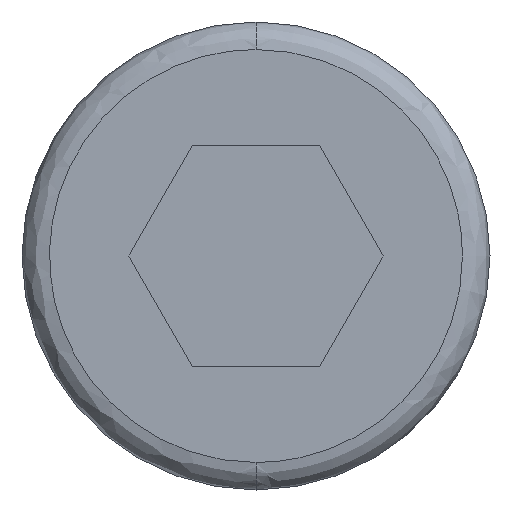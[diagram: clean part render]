
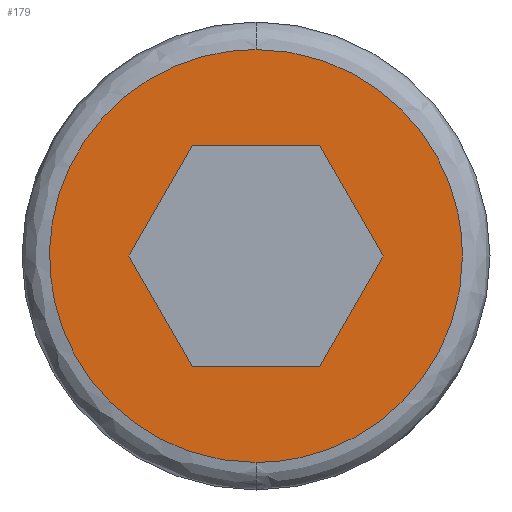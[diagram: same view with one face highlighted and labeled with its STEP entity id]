
A CAD part, front view. The second image highlights one B-rep face of the part: STEP entity #179.
In plain terms, the highlighted planar face has unit normal (0, -1, 0).
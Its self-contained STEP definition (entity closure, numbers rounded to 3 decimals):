
#2 = EDGE_LOOP ( 'NONE', ( #436, #342, #489, #109, #516, #490 ) ) ;
#10 = FACE_OUTER_BOUND ( 'NONE', #187, .T. ) ;
#17 = EDGE_CURVE ( 'NONE', #651, #586, #773, .T. ) ;
#25 = CARTESIAN_POINT ( 'NONE',  ( 0., -5., 3.75 ) ) ;
#26 =( BOUNDED_CURVE ( )  B_SPLINE_CURVE ( 3, ( #742, #561, #492, #683 ),
 .UNSPECIFIED., .F., .F. ) 
 B_SPLINE_CURVE_WITH_KNOTS ( ( 4, 4 ),
 ( 0., 0.333 ),
 .UNSPECIFIED. ) 
 CURVE ( )  GEOMETRIC_REPRESENTATION_ITEM ( )  RATIONAL_B_SPLINE_CURVE ( ( 1., 0.805, 0.805, 1. ) ) 
 REPRESENTATION_ITEM ( '' )  );
#31 = CARTESIAN_POINT ( 'NONE',  ( 0., -5., 2. ) ) ;
#32 = CARTESIAN_POINT ( 'NONE',  ( -1.155, -5., -2. ) ) ;
#39 = DIRECTION ( 'NONE',  ( -0.5, 0., -0.866 ) ) ;
#53 = CARTESIAN_POINT ( 'NONE',  ( -3.75, -5., 0. ) ) ;
#57 = ORIENTED_EDGE ( 'NONE', *, *, #630, .F. ) ;
#81 = CARTESIAN_POINT ( 'NONE',  ( -2.309, -5., 0. ) ) ;
#92 = DIRECTION ( 'NONE',  ( 0.5, 0., -0.866 ) ) ;
#105 = CARTESIAN_POINT ( 'NONE',  ( 1.155, -5., 2. ) ) ;
#109 = ORIENTED_EDGE ( 'NONE', *, *, #396, .T. ) ;
#133 = VERTEX_POINT ( 'NONE', #32 ) ;
#136 = CARTESIAN_POINT ( 'NONE',  ( 3.75, -5., 0. ) ) ;
#137 = CARTESIAN_POINT ( 'NONE',  ( 3.75, -5., 0. ) ) ;
#144 = DIRECTION ( 'NONE',  ( -1., 0., 0. ) ) ;
#150 = VECTOR ( 'NONE', #357, 1000. ) ;
#151 = VERTEX_POINT ( 'NONE', #518 ) ;
#157 = CARTESIAN_POINT ( 'NONE',  ( -3.75, -5., -2.197 ) ) ;
#179 = ADVANCED_FACE ( 'NONE', ( #726, #10 ), #513, .T. ) ;
#187 = EDGE_LOOP ( 'NONE', ( #57, #307, #695 ) ) ;
#188 = DIRECTION ( 'NONE',  ( 0.5, 0., 0.866 ) ) ;
#194 = CARTESIAN_POINT ( 'NONE',  ( 1.155, -5., 2. ) ) ;
#196 = VECTOR ( 'NONE', #508, 1000. ) ;
#217 = EDGE_CURVE ( 'NONE', #151, #280, #262, .T. ) ;
#220 = CARTESIAN_POINT ( 'NONE',  ( -2.197, -5., -3.75 ) ) ;
#258 = CARTESIAN_POINT ( 'NONE',  ( 3.75, -5., 2.197 ) ) ;
#262 = LINE ( 'NONE', #643, #680 ) ;
#280 = VERTEX_POINT ( 'NONE', #461 ) ;
#287 = CARTESIAN_POINT ( 'NONE',  ( -1.155, -5., 2. ) ) ;
#299 = VECTOR ( 'NONE', #188, 1000. ) ;
#306 = LINE ( 'NONE', #657, #150 ) ;
#307 = ORIENTED_EDGE ( 'NONE', *, *, #17, .F. ) ;
#339 = AXIS2_PLACEMENT_3D ( 'NONE', #638, #579, #576 ) ;
#342 = ORIENTED_EDGE ( 'NONE', *, *, #217, .T. ) ;
#357 = DIRECTION ( 'NONE',  ( -0.5, 0., 0.866 ) ) ;
#359 = EDGE_CURVE ( 'NONE', #552, #725, #488, .T. ) ;
#386 = LINE ( 'NONE', #500, #494 ) ;
#396 = EDGE_CURVE ( 'NONE', #133, #552, #306, .T. ) ;
#401 = VECTOR ( 'NONE', #92, 1000. ) ;
#407 = CARTESIAN_POINT ( 'NONE',  ( 0., -5., 3.75 ) ) ;
#416 = CARTESIAN_POINT ( 'NONE',  ( -2.309, -5., 0. ) ) ;
#420 =( BOUNDED_CURVE ( )  B_SPLINE_CURVE ( 3, ( #25, #437, #258, #137 ),
 .UNSPECIFIED., .F., .T. ) 
 B_SPLINE_CURVE_WITH_KNOTS ( ( 4, 4 ),
 ( 0., 1. ),
 .UNSPECIFIED. ) 
 CURVE ( )  GEOMETRIC_REPRESENTATION_ITEM ( )  RATIONAL_B_SPLINE_CURVE ( ( 1., 0.805, 0.805, 1. ) ) 
 REPRESENTATION_ITEM ( '' )  );
#436 = ORIENTED_EDGE ( 'NONE', *, *, #578, .T. ) ;
#437 = CARTESIAN_POINT ( 'NONE',  ( 2.197, -5., 3.75 ) ) ;
#446 = CARTESIAN_POINT ( 'NONE',  ( 0., -5., -3.75 ) ) ;
#461 = CARTESIAN_POINT ( 'NONE',  ( 1.155, -5., -2. ) ) ;
#465 = VERTEX_POINT ( 'NONE', #136 ) ;
#488 = LINE ( 'NONE', #416, #299 ) ;
#489 = ORIENTED_EDGE ( 'NONE', *, *, #620, .T. ) ;
#490 = ORIENTED_EDGE ( 'NONE', *, *, #678, .T. ) ;
#492 = CARTESIAN_POINT ( 'NONE',  ( 2.197, -5., -3.75 ) ) ;
#494 = VECTOR ( 'NONE', #144, 1000. ) ;
#500 = CARTESIAN_POINT ( 'NONE',  ( 0., -5., -2. ) ) ;
#508 = DIRECTION ( 'NONE',  ( 1., 0., 0. ) ) ;
#513 = PLANE ( 'NONE',  #339 ) ;
#514 = LINE ( 'NONE', #31, #196 ) ;
#516 = ORIENTED_EDGE ( 'NONE', *, *, #359, .T. ) ;
#518 = CARTESIAN_POINT ( 'NONE',  ( 2.309, -5., 0. ) ) ;
#552 = VERTEX_POINT ( 'NONE', #81 ) ;
#561 = CARTESIAN_POINT ( 'NONE',  ( 3.75, -5., -2.197 ) ) ;
#576 = DIRECTION ( 'NONE',  ( 0., 0., -1. ) ) ;
#578 = EDGE_CURVE ( 'NONE', #739, #151, #745, .T. ) ;
#579 = DIRECTION ( 'NONE',  ( 0., -1., 0. ) ) ;
#586 = VERTEX_POINT ( 'NONE', #738 ) ;
#620 = EDGE_CURVE ( 'NONE', #280, #133, #386, .T. ) ;
#630 = EDGE_CURVE ( 'NONE', #586, #465, #420, .T. ) ;
#638 = CARTESIAN_POINT ( 'NONE',  ( 0., -5., 0. ) ) ;
#643 = CARTESIAN_POINT ( 'NONE',  ( 2.309, -5., 0. ) ) ;
#651 = VERTEX_POINT ( 'NONE', #735 ) ;
#657 = CARTESIAN_POINT ( 'NONE',  ( -1.155, -5., -2. ) ) ;
#662 = EDGE_CURVE ( 'NONE', #465, #651, #26, .T. ) ;
#678 = EDGE_CURVE ( 'NONE', #725, #739, #514, .T. ) ;
#680 = VECTOR ( 'NONE', #39, 1000. ) ;
#683 = CARTESIAN_POINT ( 'NONE',  ( 0., -5., -3.75 ) ) ;
#695 = ORIENTED_EDGE ( 'NONE', *, *, #662, .F. ) ;
#701 = CARTESIAN_POINT ( 'NONE',  ( -2.197, -5., 3.75 ) ) ;
#709 = CARTESIAN_POINT ( 'NONE',  ( -3.75, -5., 2.197 ) ) ;
#725 = VERTEX_POINT ( 'NONE', #287 ) ;
#726 = FACE_BOUND ( 'NONE', #2, .T. ) ;
#735 = CARTESIAN_POINT ( 'NONE',  ( 0., -5., -3.75 ) ) ;
#738 = CARTESIAN_POINT ( 'NONE',  ( 0., -5., 3.75 ) ) ;
#739 = VERTEX_POINT ( 'NONE', #105 ) ;
#742 = CARTESIAN_POINT ( 'NONE',  ( 3.75, -5., 0. ) ) ;
#745 = LINE ( 'NONE', #194, #401 ) ;
#773 =( BOUNDED_CURVE ( )  B_SPLINE_CURVE ( 3, ( #446, #220, #157, #53, #709, #701, #407 ),
 .UNSPECIFIED., .F., .T. ) 
 B_SPLINE_CURVE_WITH_KNOTS ( ( 4, 3, 4 ),
 ( 0.333, 0.667, 1. ),
 .UNSPECIFIED. ) 
 CURVE ( )  GEOMETRIC_REPRESENTATION_ITEM ( )  RATIONAL_B_SPLINE_CURVE ( ( 1., 0.805, 0.805, 1., 0.805, 0.805, 1. ) ) 
 REPRESENTATION_ITEM ( '' )  );
